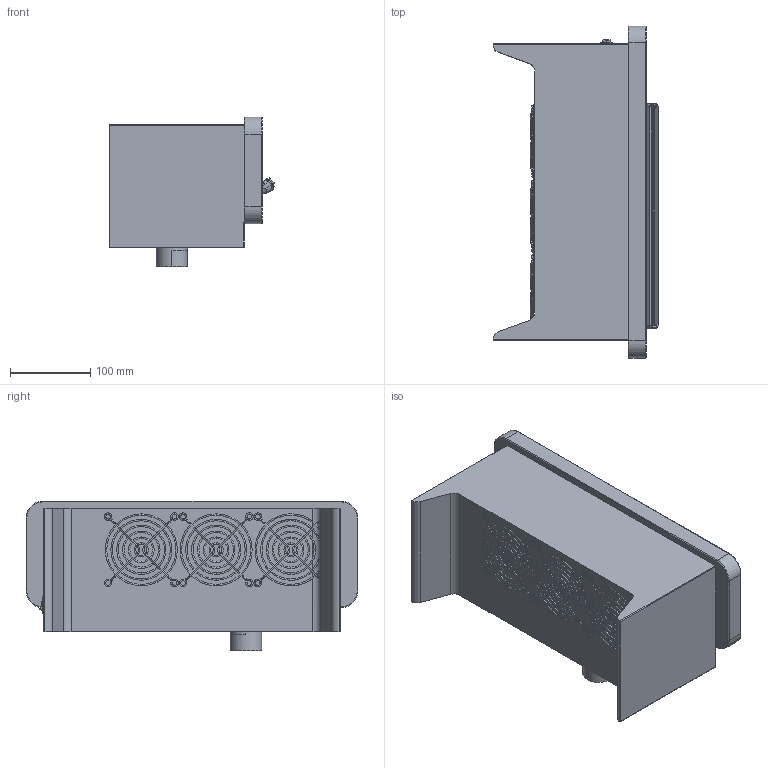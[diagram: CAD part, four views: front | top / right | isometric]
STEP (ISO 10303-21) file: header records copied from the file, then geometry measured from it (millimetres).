
FILE_DESCRIPTION((''),'2;1');
FILE_NAME('INGOMBRI_TEST_VENTIL_EHKT','2024-08-26T',('mcortina'),(''),'CREO PARAMETRIC BY PTC INC, 2016050','CREO PARAMETRIC BY PTC INC, 2016050','');
FILE_SCHEMA(('AUTOMOTIVE_DESIGN { 1 0 10303 214 1 1 1 1 }'));
Length unit declared in the file: millimetre
Products named in the file (1): INGOMBRI_TEST_VENTIL_EHKT
Bounding box: 206.15 x 412.4 x 186.1 mm (x, y, z)
Volume: 8033252 mm3; surface area: 364345 mm2
Topology: 22 solids, 22 shells, 580 faces, 1395 edges, 824 vertices
Faces by surface type: torus 210, cylinder 153, plane 117, bspline 72, revolution 12, extrusion 10, sphere 6
Entity records: 27452 total; most frequent: CARTESIAN_POINT 11483, DIRECTION 2840, ORIENTED_EDGE 2774, EDGE_CURVE 1387, AXIS2_PLACEMENT_3D 1205, VERTEX_POINT 824, CIRCLE 719, EDGE_LOOP 599
